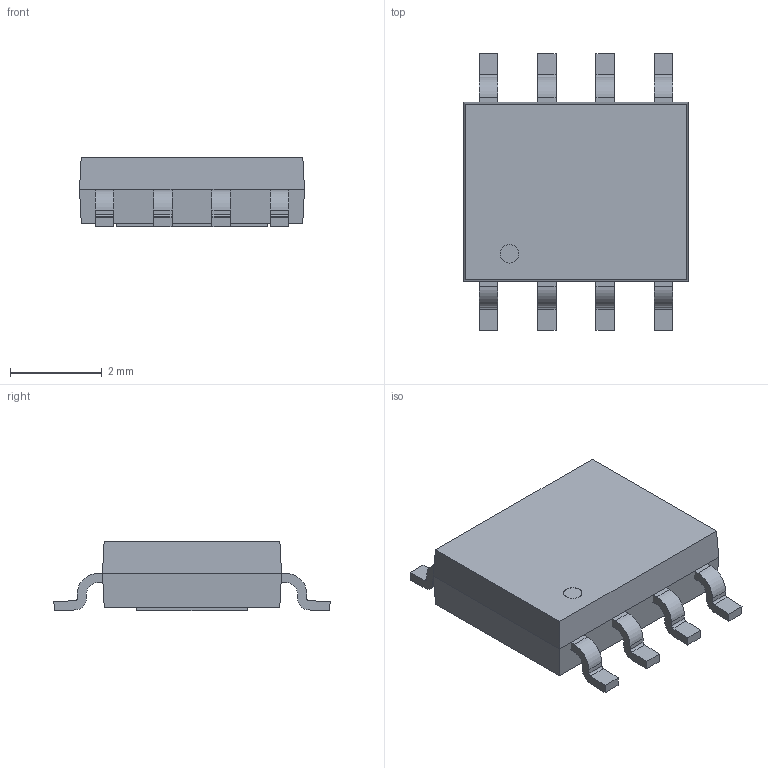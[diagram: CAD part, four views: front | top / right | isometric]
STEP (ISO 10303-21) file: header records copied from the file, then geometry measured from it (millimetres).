
FILE_DESCRIPTION (( 'STEP AP214' ), '1' );
FILE_NAME ('RPV005.STEP', '2025-10-13T03:52:47', ( '' ), ( '' ), 'SwSTEP 2.0', 'SolidWorks 2024', '' );
FILE_SCHEMA (( 'AUTOMOTIVE_DESIGN' ));
Length unit declared in the file: millimetre
Products named in the file (4): RPV005-PIN_默认; RPV005-BODY_默认; RPV005; RPV005-FRAME_默认
Assembly tree (10 placements, depth 2):
  RPV005
    RPV005-PIN_默认  x8
    RPV005-BODY_默认
    RPV005-FRAME_默认
Bounding box: 4.9 x 6.01 x 1.51 mm (x, y, z)
Volume: 30.3 mm3; surface area: 104.5 mm2
Topology: 10 solids, 10 shells, 131 faces, 326 edges, 216 vertices
Faces by surface type: plane 97, cylinder 34
Entity records: 1085 total; most frequent: DIRECTION 178, CARTESIAN_POINT 168, ORIENTED_EDGE 148, EDGE_CURVE 74, VECTOR 62, LINE 62, AXIS2_PLACEMENT_3D 58, VERTEX_POINT 48
